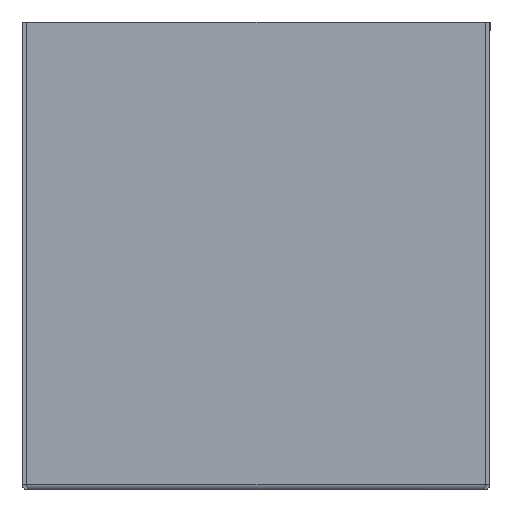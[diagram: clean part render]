
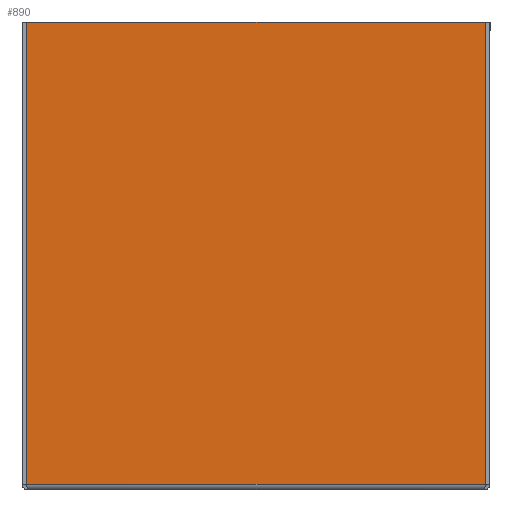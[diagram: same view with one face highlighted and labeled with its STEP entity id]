
A CAD part, left-side view. The second image highlights one B-rep face of the part: STEP entity #890.
In plain terms, the highlighted planar face has unit normal (-1, 0, 0).
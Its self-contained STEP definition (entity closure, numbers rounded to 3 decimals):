
#12 = EDGE_LOOP ( 'NONE', ( #187, #586, #903, #1292 ) ) ;
#116 = CARTESIAN_POINT ( 'NONE',  ( -215., 147., 0.737 ) ) ;
#187 = ORIENTED_EDGE ( 'NONE', *, *, #239, .F. ) ;
#215 = DIRECTION ( 'NONE',  ( 0., 1., 0. ) ) ;
#239 = EDGE_CURVE ( 'NONE', #688, #986, #656, .T. ) ;
#252 = AXIS2_PLACEMENT_3D ( 'NONE', #883, #522, #641 ) ;
#276 = CARTESIAN_POINT ( 'NONE',  ( -215., 147., 0. ) ) ;
#297 = LINE ( 'NONE', #276, #924 ) ;
#321 = CARTESIAN_POINT ( 'NONE',  ( -215., 150., 0.737 ) ) ;
#387 = LINE ( 'NONE', #1075, #988 ) ;
#408 = DIRECTION ( 'NONE',  ( 0., 0., 1. ) ) ;
#415 = VECTOR ( 'NONE', #763, 1000. ) ;
#421 = EDGE_CURVE ( 'NONE', #688, #482, #387, .T. ) ;
#424 = LINE ( 'NONE', #756, #415 ) ;
#427 = PLANE ( 'NONE',  #252 ) ;
#482 = VERTEX_POINT ( 'NONE', #839 ) ;
#485 = EDGE_CURVE ( 'NONE', #986, #1048, #297, .T. ) ;
#522 = DIRECTION ( 'NONE',  ( 1., 0., 0. ) ) ;
#575 = VECTOR ( 'NONE', #215, 1000. ) ;
#586 = ORIENTED_EDGE ( 'NONE', *, *, #421, .T. ) ;
#599 = EDGE_CURVE ( 'NONE', #482, #1048, #424, .T. ) ;
#641 = DIRECTION ( 'NONE',  ( 0., 0., -1. ) ) ;
#656 = LINE ( 'NONE', #321, #575 ) ;
#662 = FACE_OUTER_BOUND ( 'NONE', #12, .T. ) ;
#688 = VERTEX_POINT ( 'NONE', #1364 ) ;
#756 = CARTESIAN_POINT ( 'NONE',  ( -215., 0., 297. ) ) ;
#763 = DIRECTION ( 'NONE',  ( 0., 1., 0. ) ) ;
#800 = CARTESIAN_POINT ( 'NONE',  ( -215., 147., 297. ) ) ;
#839 = CARTESIAN_POINT ( 'NONE',  ( -215., -147., 297. ) ) ;
#883 = CARTESIAN_POINT ( 'NONE',  ( -215., 0., 0. ) ) ;
#890 = ADVANCED_FACE ( 'NONE', ( #662 ), #427, .F. ) ;
#903 = ORIENTED_EDGE ( 'NONE', *, *, #599, .T. ) ;
#924 = VECTOR ( 'NONE', #1270, 1000. ) ;
#986 = VERTEX_POINT ( 'NONE', #116 ) ;
#988 = VECTOR ( 'NONE', #408, 1000. ) ;
#1048 = VERTEX_POINT ( 'NONE', #800 ) ;
#1075 = CARTESIAN_POINT ( 'NONE',  ( -215., -147., 0. ) ) ;
#1270 = DIRECTION ( 'NONE',  ( 0., 0., 1. ) ) ;
#1292 = ORIENTED_EDGE ( 'NONE', *, *, #485, .F. ) ;
#1364 = CARTESIAN_POINT ( 'NONE',  ( -215., -147., 0.737 ) ) ;
